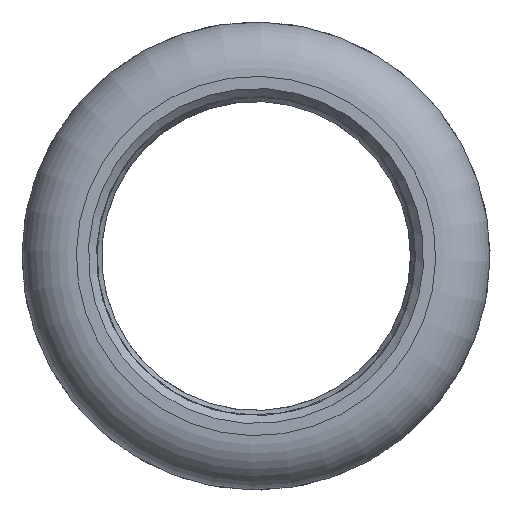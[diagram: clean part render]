
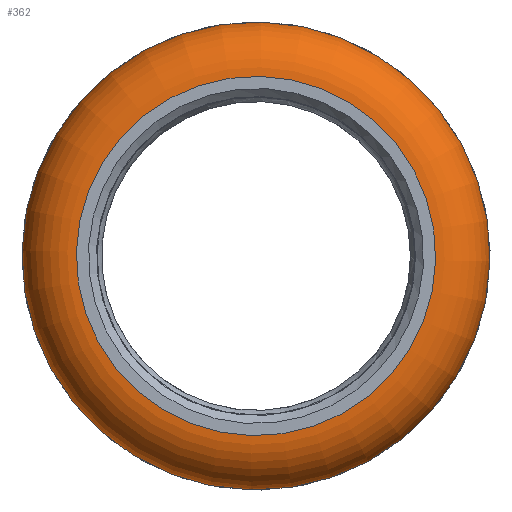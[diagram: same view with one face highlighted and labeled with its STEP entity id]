
A CAD part, left-side view. The second image highlights one B-rep face of the part: STEP entity #362.
In plain terms, the highlighted toroidal (fillet/blend) face has major radius 8.9 mm and minor radius 2.7 mm.
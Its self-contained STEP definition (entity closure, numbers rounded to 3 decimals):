
#17=TOROIDAL_SURFACE('',#439,8.9,2.7);
#49=FACE_OUTER_BOUND('',#73,.T.);
#73=EDGE_LOOP('',(#296,#297,#298,#299));
#125=CIRCLE('',#424,11.112);
#136=CIRCLE('',#440,8.9);
#137=CIRCLE('',#441,2.7);
#159=VERTEX_POINT('',#640);
#169=VERTEX_POINT('',#670);
#199=EDGE_CURVE('',#159,#159,#125,.T.);
#214=EDGE_CURVE('',#169,#169,#136,.T.);
#215=EDGE_CURVE('',#169,#159,#137,.T.);
#296=ORIENTED_EDGE('',*,*,#214,.F.);
#297=ORIENTED_EDGE('',*,*,#215,.T.);
#298=ORIENTED_EDGE('',*,*,#199,.T.);
#299=ORIENTED_EDGE('',*,*,#215,.F.);
#362=ADVANCED_FACE('',(#49),#17,.T.);
#424=AXIS2_PLACEMENT_3D('',#641,#526,#527);
#439=AXIS2_PLACEMENT_3D('',#669,#560,#561);
#440=AXIS2_PLACEMENT_3D('',#671,#562,#563);
#441=AXIS2_PLACEMENT_3D('',#672,#564,#565);
#526=DIRECTION('center_axis',(-1.,0.,0.));
#527=DIRECTION('ref_axis',(0.,1.,0.));
#560=DIRECTION('center_axis',(-1.,0.,0.));
#561=DIRECTION('ref_axis',(0.,0.878,-0.479));
#562=DIRECTION('center_axis',(-1.,0.,0.));
#563=DIRECTION('ref_axis',(0.,1.,0.));
#564=DIRECTION('center_axis',(0.,0.479,0.878));
#565=DIRECTION('ref_axis',(0.,-0.878,0.479));
#640=CARTESIAN_POINT('',(-35.751,-9.751,5.327));
#641=CARTESIAN_POINT('Origin',(-35.751,0.,0.));
#669=CARTESIAN_POINT('Origin',(-37.3,0.,0.));
#670=CARTESIAN_POINT('',(-40.,-7.81,4.267));
#671=CARTESIAN_POINT('Origin',(-40.,0.,0.));
#672=CARTESIAN_POINT('Origin',(-37.3,-7.81,4.267));
